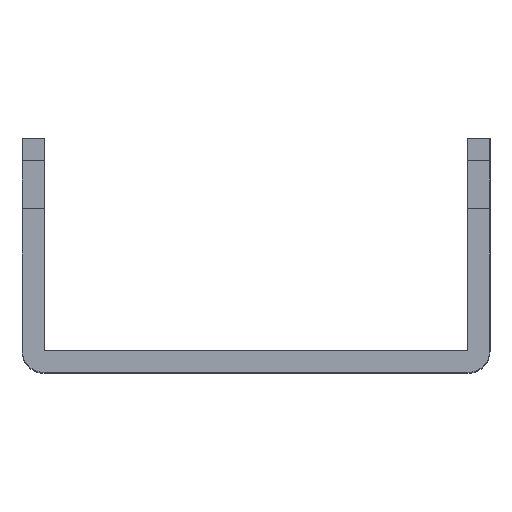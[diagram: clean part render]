
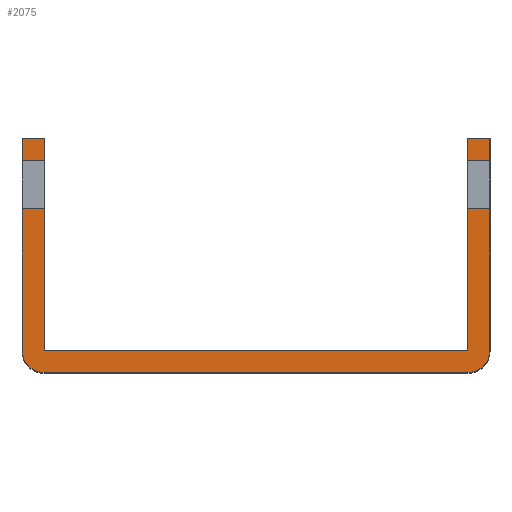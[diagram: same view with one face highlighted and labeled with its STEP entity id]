
A CAD part, top view. The second image highlights one B-rep face of the part: STEP entity #2075.
In plain terms, the highlighted planar face has unit normal (0, 0, 1).
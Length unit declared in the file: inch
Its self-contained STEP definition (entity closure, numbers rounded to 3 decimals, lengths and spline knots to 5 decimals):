
#71 = CIRCLE ( 'NONE', #478, 0.04724 ) ;
#90 = LINE ( 'NONE', #1471, #610 ) ;
#133 = CARTESIAN_POINT ( 'NONE',  ( -0.5, 0.5, 0. ) ) ;
#139 = EDGE_CURVE ( 'NONE', #1342, #1034, #71, .T. ) ;
#157 = VECTOR ( 'NONE', #2142, 39.37008 ) ;
#214 = EDGE_CURVE ( 'NONE', #2046, #1342, #2355, .T. ) ;
#239 = CARTESIAN_POINT ( 'NONE',  ( 0.45276, 0.5, 0. ) ) ;
#250 = ORIENTED_EDGE ( 'NONE', *, *, #2149, .F. ) ;
#256 = LINE ( 'NONE', #1999, #648 ) ;
#267 = VECTOR ( 'NONE', #2391, 39.37008 ) ;
#274 = DIRECTION ( 'NONE',  ( -1., 0., 0. ) ) ;
#305 = CARTESIAN_POINT ( 'NONE',  ( 0.45276, 0.5, 0. ) ) ;
#342 = VERTEX_POINT ( 'NONE', #1489 ) ;
#435 = EDGE_CURVE ( 'NONE', #2035, #1457, #1568, .T. ) ;
#451 = DIRECTION ( 'NONE',  ( 0., 1., 0. ) ) ;
#478 = AXIS2_PLACEMENT_3D ( 'NONE', #665, #641, #1599 ) ;
#499 = VERTEX_POINT ( 'NONE', #780 ) ;
#545 = CARTESIAN_POINT ( 'NONE',  ( -0.45276, 0., 0. ) ) ;
#610 = VECTOR ( 'NONE', #274, 39.37008 ) ;
#641 = DIRECTION ( 'NONE',  ( 0., 0., -1. ) ) ;
#648 = VECTOR ( 'NONE', #451, 39.37008 ) ;
#665 = CARTESIAN_POINT ( 'NONE',  ( 0.45276, 0.04724, 0. ) ) ;
#674 = DIRECTION ( 'NONE',  ( -1., 0., 0. ) ) ;
#691 = LINE ( 'NONE', #545, #2444 ) ;
#712 = CARTESIAN_POINT ( 'NONE',  ( -0.5, 0., 0. ) ) ;
#741 = CARTESIAN_POINT ( 'NONE',  ( -0.5, 0.04724, 0. ) ) ;
#772 = ORIENTED_EDGE ( 'NONE', *, *, #1012, .T. ) ;
#778 = CARTESIAN_POINT ( 'NONE',  ( -0.45276, 0.04724, 0. ) ) ;
#780 = CARTESIAN_POINT ( 'NONE',  ( 0.45276, 0.5, 0. ) ) ;
#797 = ORIENTED_EDGE ( 'NONE', *, *, #435, .F. ) ;
#838 = EDGE_CURVE ( 'NONE', #499, #2046, #1626, .T. ) ;
#896 = CARTESIAN_POINT ( 'NONE',  ( -0.5, 0.5, 0. ) ) ;
#943 = VERTEX_POINT ( 'NONE', #1819 ) ;
#1012 = EDGE_CURVE ( 'NONE', #342, #943, #691, .T. ) ;
#1034 = VERTEX_POINT ( 'NONE', #1310 ) ;
#1072 = DIRECTION ( 'NONE',  ( 1., 0., 0. ) ) ;
#1091 = EDGE_CURVE ( 'NONE', #499, #2242, #2410, .T. ) ;
#1144 = CARTESIAN_POINT ( 'NONE',  ( 0.5, 0.5, 0. ) ) ;
#1168 = FACE_OUTER_BOUND ( 'NONE', #2463, .T. ) ;
#1209 = VECTOR ( 'NONE', #2383, 39.37008 ) ;
#1272 = LINE ( 'NONE', #133, #1290 ) ;
#1290 = VECTOR ( 'NONE', #1072, 39.37008 ) ;
#1310 = CARTESIAN_POINT ( 'NONE',  ( 0.45276, 0., 0. ) ) ;
#1342 = VERTEX_POINT ( 'NONE', #1623 ) ;
#1375 = AXIS2_PLACEMENT_3D ( 'NONE', #778, #1508, #1547 ) ;
#1410 = EDGE_CURVE ( 'NONE', #1034, #2035, #2407, .T. ) ;
#1457 = VERTEX_POINT ( 'NONE', #741 ) ;
#1468 = DIRECTION ( 'NONE',  ( 0., 1., 0. ) ) ;
#1471 = CARTESIAN_POINT ( 'NONE',  ( -0.5, 0.04724, 0. ) ) ;
#1489 = CARTESIAN_POINT ( 'NONE',  ( -0.45276, 0.04724, 0. ) ) ;
#1497 = ORIENTED_EDGE ( 'NONE', *, *, #2300, .T. ) ;
#1508 = DIRECTION ( 'NONE',  ( 0., 0., 1. ) ) ;
#1520 = CARTESIAN_POINT ( 'NONE',  ( -0.45276, 0., 0. ) ) ;
#1547 = DIRECTION ( 'NONE',  ( 1., 0., 0. ) ) ;
#1568 = CIRCLE ( 'NONE', #2477, 0.04724 ) ;
#1587 = CARTESIAN_POINT ( 'NONE',  ( -0.45276, 0.04724, 0. ) ) ;
#1599 = DIRECTION ( 'NONE',  ( -1., 0., 0. ) ) ;
#1613 = EDGE_CURVE ( 'NONE', #1832, #943, #1272, .T. ) ;
#1623 = CARTESIAN_POINT ( 'NONE',  ( 0.5, 0.04724, 0. ) ) ;
#1626 = LINE ( 'NONE', #239, #1209 ) ;
#1648 = VECTOR ( 'NONE', #674, 39.37008 ) ;
#1791 = ORIENTED_EDGE ( 'NONE', *, *, #1613, .F. ) ;
#1819 = CARTESIAN_POINT ( 'NONE',  ( -0.45276, 0.5, 0. ) ) ;
#1832 = VERTEX_POINT ( 'NONE', #896 ) ;
#1862 = ORIENTED_EDGE ( 'NONE', *, *, #1091, .T. ) ;
#1914 = DIRECTION ( 'NONE',  ( -1., 0., 0. ) ) ;
#1951 = DIRECTION ( 'NONE',  ( 0., 0., -1. ) ) ;
#1999 = CARTESIAN_POINT ( 'NONE',  ( -0.5, 0., 0. ) ) ;
#2035 = VERTEX_POINT ( 'NONE', #1520 ) ;
#2046 = VERTEX_POINT ( 'NONE', #1144 ) ;
#2047 = CARTESIAN_POINT ( 'NONE',  ( 0.45276, 0.04724, 0. ) ) ;
#2075 = ADVANCED_FACE ( 'NONE', ( #1168 ), #2493, .T. ) ;
#2083 = ORIENTED_EDGE ( 'NONE', *, *, #139, .F. ) ;
#2142 = DIRECTION ( 'NONE',  ( 0., -1., 0. ) ) ;
#2149 = EDGE_CURVE ( 'NONE', #1457, #1832, #256, .T. ) ;
#2212 = CARTESIAN_POINT ( 'NONE',  ( 0.5, 0.5, 0. ) ) ;
#2242 = VERTEX_POINT ( 'NONE', #2047 ) ;
#2294 = ORIENTED_EDGE ( 'NONE', *, *, #214, .F. ) ;
#2300 = EDGE_CURVE ( 'NONE', #2242, #342, #90, .T. ) ;
#2325 = ORIENTED_EDGE ( 'NONE', *, *, #1410, .F. ) ;
#2355 = LINE ( 'NONE', #2212, #267 ) ;
#2383 = DIRECTION ( 'NONE',  ( 1., 0., 0. ) ) ;
#2385 = ORIENTED_EDGE ( 'NONE', *, *, #838, .F. ) ;
#2391 = DIRECTION ( 'NONE',  ( 0., -1., 0. ) ) ;
#2407 = LINE ( 'NONE', #712, #1648 ) ;
#2410 = LINE ( 'NONE', #305, #157 ) ;
#2444 = VECTOR ( 'NONE', #1468, 39.37008 ) ;
#2463 = EDGE_LOOP ( 'NONE', ( #250, #797, #2325, #2083, #2294, #2385, #1862, #1497, #772, #1791 ) ) ;
#2477 = AXIS2_PLACEMENT_3D ( 'NONE', #1587, #1951, #1914 ) ;
#2493 = PLANE ( 'NONE',  #1375 ) ;
